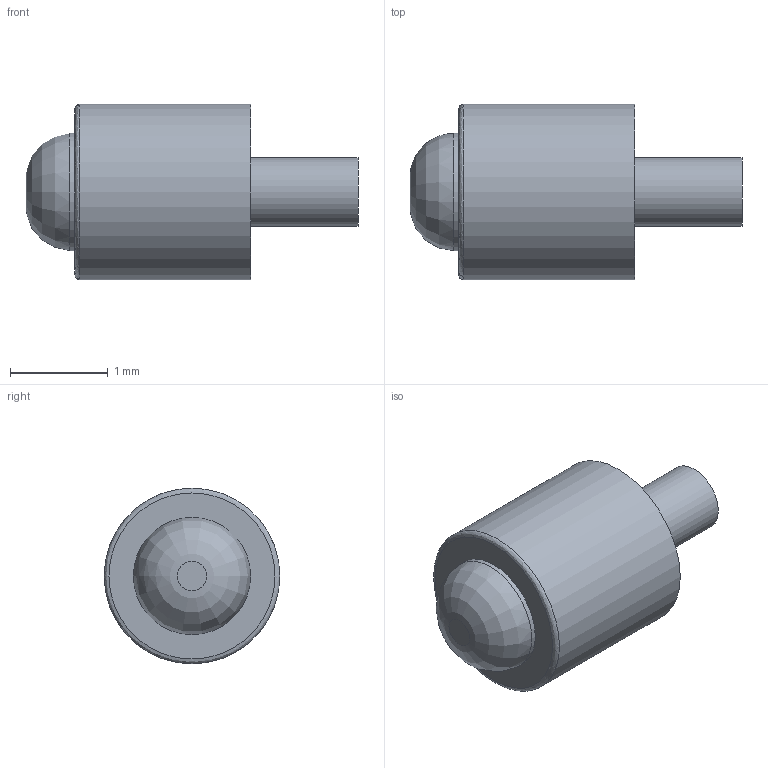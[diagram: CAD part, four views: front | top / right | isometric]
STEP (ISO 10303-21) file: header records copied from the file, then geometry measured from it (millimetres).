
FILE_DESCRIPTION(('FreeCAD Model'),'2;1');
FILE_NAME('Open CASCADE Shape Model','2021-04-12T09:55:51',('Author'),( ''),'Open CASCADE STEP processor 7.4','FreeCAD','Unknown');
FILE_SCHEMA(('AUTOMOTIVE_DESIGN { 1 0 10303 214 1 1 1 1 }'));
Length unit declared in the file: millimetre
Products named in the file (1): Revolution
Bounding box: 3.4 x 1.8 x 1.8 mm (x, y, z)
Volume: 5.4 mm3; surface area: 18.6 mm2
Topology: 1 solids, 1 shells, 9 faces, 13 edges, 8 vertices
Faces by surface type: plane 4, cylinder 3, revolution 2
Full cylindrical faces by diameter (mm): 0.7 x1, 1.2 x1, 1.8 x1
Entity records: 400 total; most frequent: DIRECTION 71, CARTESIAN_POINT 59, ORIENTED_EDGE 26, PCURVE 26, DEFINITIONAL_REPRESENTATION 26, LINE 23, VECTOR 23, AXIS2_PLACEMENT_3D 20
